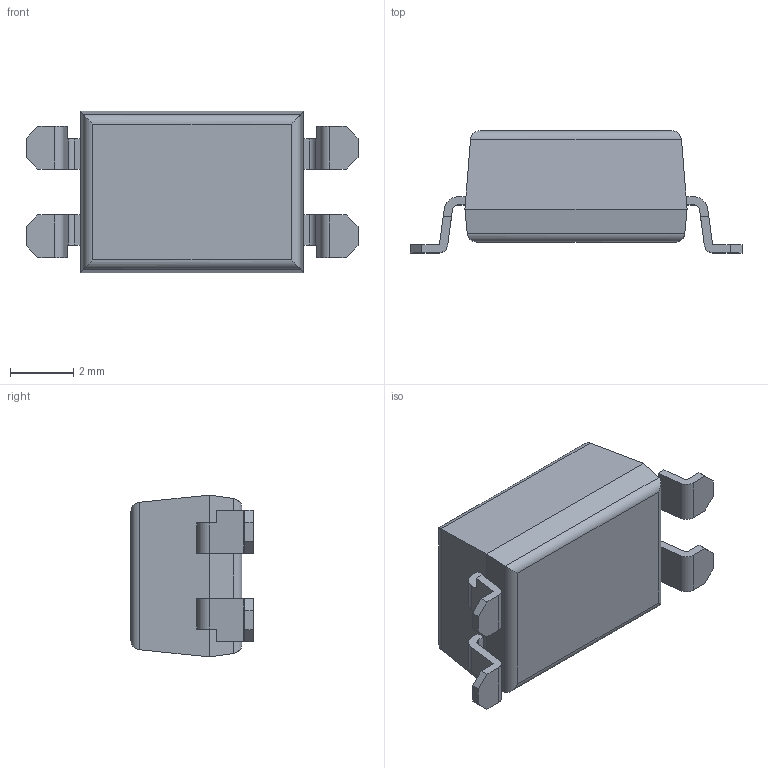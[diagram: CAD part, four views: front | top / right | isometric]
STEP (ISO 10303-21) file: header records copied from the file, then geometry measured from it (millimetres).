
FILE_DESCRIPTION (( 'STEP AP214' ), '1' );
FILE_NAME ('FOD817A3SD.STEP', '2022-05-16T13:22:24', ( '' ), ( '' ), 'SwSTEP 2.0', 'SolidWorks 2018', '' );
FILE_SCHEMA (( 'AUTOMOTIVE_DESIGN' ));
Length unit declared in the file: millimetre
Products named in the file (1): FOD817A3SD
Bounding box: 10.46 x 3.85 x 5.1 mm (x, y, z)
Volume: 119.5 mm3; surface area: 176.8 mm2
Topology: 5 solids, 5 shells, 93 faces, 242 edges, 160 vertices
Faces by surface type: plane 67, cylinder 26
Entity records: 3913 total; most frequent: CARTESIAN_POINT 544, ORIENTED_EDGE 484, DIRECTION 450, EDGE_CURVE 242, LINE 190, VECTOR 190, VERTEX_POINT 160, AXIS2_PLACEMENT_3D 130
